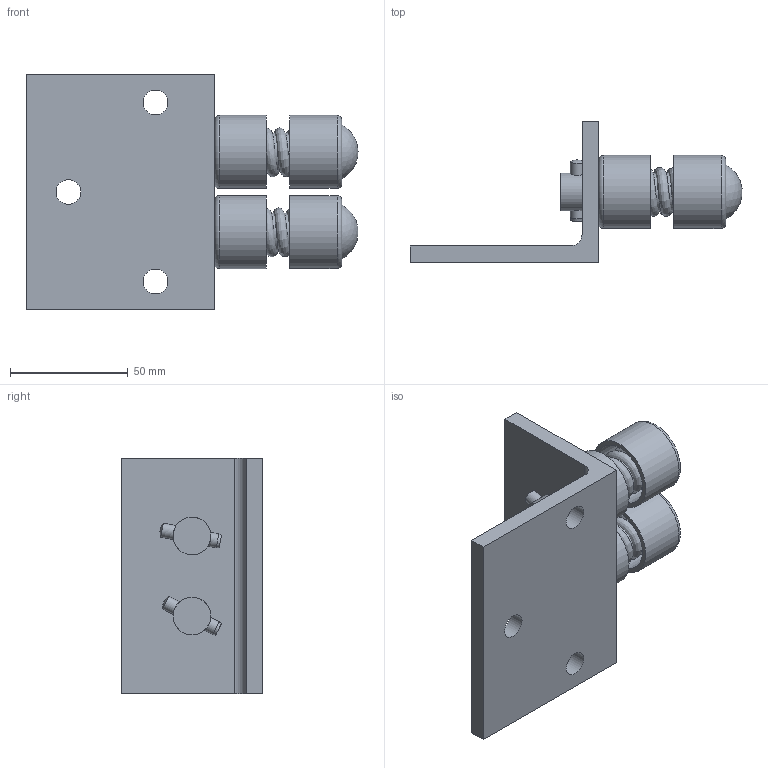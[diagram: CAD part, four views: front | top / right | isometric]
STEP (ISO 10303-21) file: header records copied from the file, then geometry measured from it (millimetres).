
FILE_DESCRIPTION((''),'2;1');
FILE_NAME('2095.stp','2010-10-20T13:26:48',('giuliano'),(''),'Autodesk Inventor 2011','Autodesk Inventor 2011','');
FILE_SCHEMA(('AUTOMOTIVE_DESIGN { 1 0 10303 214 1 1 1 1 }'));
Length unit declared in the file: millimetre
Products named in the file (6): 2095; 14878; 14344; 14316; 15749; ISO 2338  A - retiré 6 m6 x 26 - A
Assembly tree (11 placements, depth 2):
  2095
    14878
    14344  x4
    14316  x2
    15749  x2
    ISO 2338  A - retiré 6 m6 x 26 - A  x2
Bounding box: 140.9 x 60 x 100 mm (x, y, z)
Volume: 152585.2 mm3; surface area: 71122.3 mm2
Topology: 11 solids, 11 shells, 70 faces, 133 edges, 95 vertices
Faces by surface type: plane 30, cylinder 24, torus 8, sphere 4, bspline 2, cone 2
Full cylindrical faces by diameter (mm): 5.3 x2, 6 x2, 10.5 x3, 16 x4, 16.2 x4, 27 x4, 31 x4
Entity records: 2197 total; most frequent: CARTESIAN_POINT 1279, DIRECTION 179, ORIENTED_EDGE 100, AXIS2_PLACEMENT_3D 79, EDGE_LOOP 64, EDGE_CURVE 50, VERTEX_POINT 42, FACE_OUTER_BOUND 34
